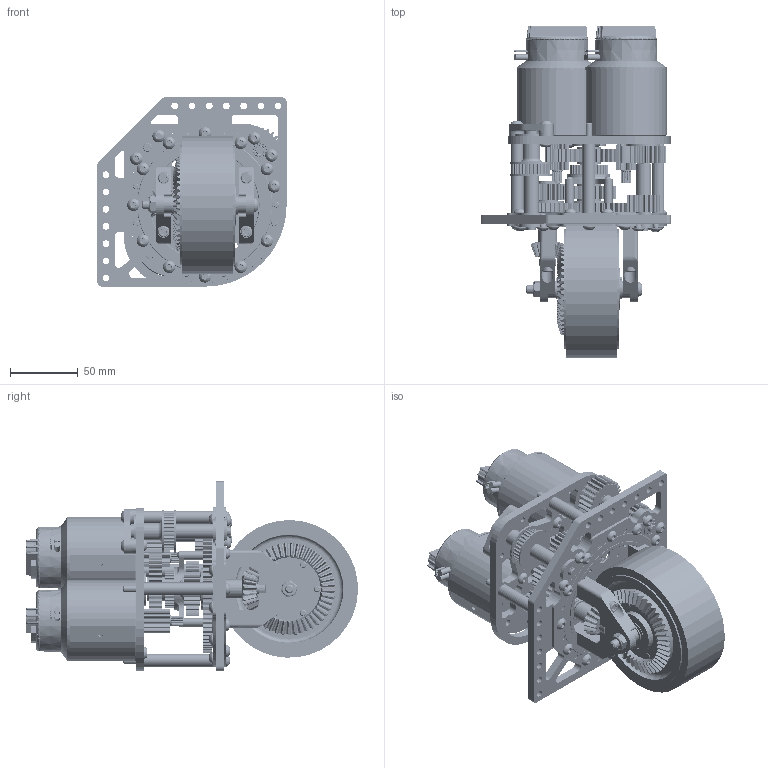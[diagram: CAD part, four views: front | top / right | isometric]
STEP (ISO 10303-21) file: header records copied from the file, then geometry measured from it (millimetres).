
FILE_DESCRIPTION (( 'STEP AP214' ), '1' );
FILE_NAME ('WCP-0169 Rev1 - SS Swerve (BLDC).STEP', '2019-12-16T00:53:36', ( '' ), ( '' ), 'SwSTEP 2.0', 'SolidWorks 2018', '' );
FILE_SCHEMA (( 'AUTOMOTIVE_DESIGN' ));
Length unit declared in the file: inch
Products named in the file (54): NFS-0018_SHCS_#10-32_1_750L_Default<As Machined>; WCP-0169-014 Rev1; 217-2703_24T_375_hex; NFS-0052_BHCS_#8-32_0_750L_91255A197; 217-6919_Falcon_12T; 217-2708_40T_500_hex; WCP-0169-015 Rev1; NFS-0025_BHCS_#10-32_0_375L_Default<As Machined>; 217-3208_18T_375_hex; 217-2731_0_500_flanged_bearing; 217-6915_Falcon_8T; NFS-0035_Machine_Key_2x2mm_20mmL_96717A075; Falcon_Motor_Spacer_1_16; mag_encoder_magnet_ctre; WCP-0040 Rev1_Default<As Machined>; NFS-0032_rolled_pin_0_125OD_0_625L_93740A212; WCP-0169-006 Rev1; 217-6515_Falcon_500_Default<As Machined>; WCP-0169-018 Rev1; WCP-0169-011 Rev1; NFS-0028_0_250_snapring_97633A130; 217-2705_30T_500_hex; WCP-0169-025 Rev1; WCP-0169-002 Rev1_Default<As Machined>; 375ID_875OD_flanged_217-2733; WCP-0169-027 Rev1; 217-3209_18T_500_hex; 217-2733_0_375_flanged_bearing; WCP-0169-028 Rev1; WCP-0169 Rev1 - WCP SS Wheel Module; WCP-0169-023 Rev1; WCP-0169 Rev1 - SS Swerve (BLDC); WCP-0169-019 Rev1; 13034_BHCS_#4-40_1_000; NFS-0026_8mm_snapring_98541A116; WCP-0034-019 Rev3; 250ID_500OD_flanged_WCP-0072; NFS-0001_BHCS_#10-32_0_500L_Default<As Machined>; 217-3489_0_250_radial_bearing; NFS-0030_SHCS_#10-32_0_375L_Default<As Machined> ...
Assembly tree (111 placements, depth 3):
  WCP-0169 Rev1 - SS Swerve (BLDC)
    WCP-0169 Rev1 - WCP SS Wheel Module
      WCP-0169-021 Rev1
      WCP-0169-022 Rev1_Default<As Machined>  x2
      WCP-0169-023 Rev1
      WCP-0169-024 Rev1
      WCP-0169-025 Rev1
      WCP-0169-026 Rev1
      WCP-0169-028 Rev1
      WCP-0169-027 Rev1
      NFS-0009_0_500_snapring_97633A200  x3
      NFS-0026_8mm_snapring_98541A116
      NFS-0032_rolled_pin_0_125OD_0_625L_93740A212  x4
      NFS-0035_Machine_Key_2x2mm_20mmL_96717A075
      WCP-0036 Rev1
      WCP-0040 Rev1_Default<As Machined>
      217-2733_0_375_flanged_bearing
      217-3489_0_250_radial_bearing
      217-2731_0_500_flanged_bearing  x3
      217-3209_18T_500_hex
      NFS-0023_SHCS_250-20_3_250L_97763A351
      NFS-0030_SHCS_#10-32_0_375L_Default<As Machined>  x6
      NFS-0018_SHCS_#10-32_1_750L_Default<As Machined>  x4
      NFS-0024_250-20_thin_locknut_90566A029
    WCP-0034-019 Rev3
    WCP-0169-018 Rev1
    WCP-0169-019 Rev1  x4
    WCP-0169-015 Rev1
    WCP-0169-014 Rev1
    WCP-0169-017 Rev1
    WCP-0169-001 Rev1_Default<As Machined>
    WCP-0169-002 Rev1_Default<As Machined>
    WCP-0169-003 Rev1
    WCP-0169-006 Rev1
    WCP-0169-011 Rev1
    WCP-0207 Rev1  x4
    mag_encoder_magnet_ctre
    Falcon_Motor_Spacer_1_16  x2
    217-2708_40T_500_hex
    217-6915_Falcon_8T
    217-6919_Falcon_12T
    217-3208_18T_375_hex
    217-2703_24T_375_hex
    217-2705_30T_500_hex
    250ID_500OD_flanged_WCP-0072
    250ID_625OD_flanged_WCP-0042
    375ID_875OD_flanged_217-2733  x3
    NFS-0025_BHCS_#10-32_0_375L_Default<As Machined>  x22
    NFS-0001_BHCS_#10-32_0_500L_Default<As Machined>  x5
    NFS-0043_BHCS_#10-32_3_000L_91255A030  x4
    NFS-0052_BHCS_#8-32_0_750L_91255A197  x2
    13034_BHCS_#4-40_1_000  x4
    NFS-0028_0_250_snapring_97633A130
    217-6515_Falcon_500_Default<As Machined>  x2
Bounding box: 139.7 x 244.92 x 139.7 mm (x, y, z)
Volume: 881743.6 mm3; surface area: 358496.2 mm2
Topology: 144 solids, 144 shells, 6177 faces, 15740 edges, 9955 vertices
Faces by surface type: cylinder 2819, plane 1142, bspline 950, cone 866, sphere 276, torus 124
Entity records: 218819 total; most frequent: CARTESIAN_POINT 124096, ORIENTED_EDGE 19342, DIRECTION 17813, EDGE_CURVE 9671, AXIS2_PLACEMENT_3D 7266, VERTEX_POINT 6263, CIRCLE 4207, EDGE_LOOP 4132
